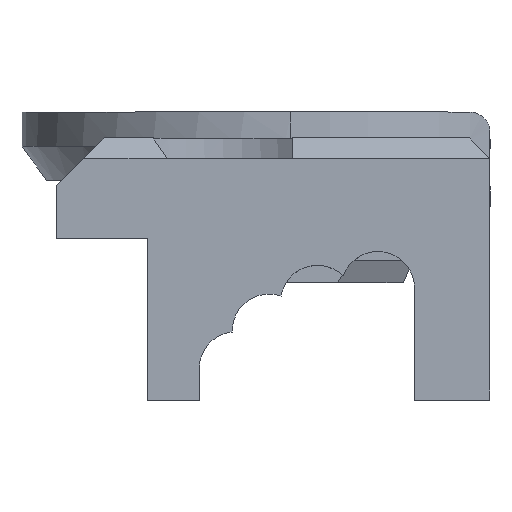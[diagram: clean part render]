
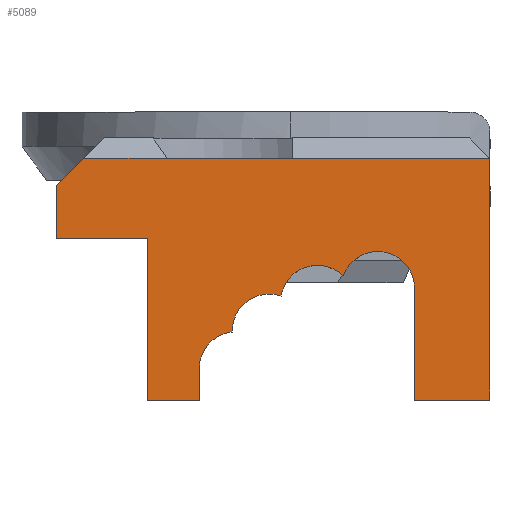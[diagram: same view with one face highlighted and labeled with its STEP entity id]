
A CAD part, top view. The second image highlights one B-rep face of the part: STEP entity #5089.
In plain terms, the highlighted planar face has unit normal (0, 0, 1).
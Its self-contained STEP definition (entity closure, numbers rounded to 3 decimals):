
#93 = CARTESIAN_POINT ( 'NONE',  ( -34.45, -8.8, 140. ) ) ;
#167 = VERTEX_POINT ( 'NONE', #8477 ) ;
#428 = CARTESIAN_POINT ( 'NONE',  ( -34.45, -1., 140. ) ) ;
#441 = ORIENTED_EDGE ( 'NONE', *, *, #12615, .F. ) ;
#686 = PLANE ( 'NONE',  #2275 ) ;
#978 = DIRECTION ( 'NONE',  ( 0., 0., 1. ) ) ;
#1055 = CARTESIAN_POINT ( 'NONE',  ( 29.25, -32.5, 140. ) ) ;
#1180 = CARTESIAN_POINT ( 'NONE',  ( 29.25, -32.5, 140. ) ) ;
#1238 = CARTESIAN_POINT ( 'NONE',  ( 0.246, 3., 140. ) ) ;
#1263 = DIRECTION ( 'NONE',  ( -1., 0., 0. ) ) ;
#1355 = DIRECTION ( 'NONE',  ( 0., 1., 0. ) ) ;
#1961 = AXIS2_PLACEMENT_3D ( 'NONE', #20895, #9742, #7681 ) ;
#2027 = ORIENTED_EDGE ( 'NONE', *, *, #10834, .T. ) ;
#2275 = AXIS2_PLACEMENT_3D ( 'NONE', #8086, #15556, #11870 ) ;
#2294 = EDGE_CURVE ( 'NONE', #18110, #5632, #3549, .T. ) ;
#2587 = AXIS2_PLACEMENT_3D ( 'NONE', #3155, #978, #2672 ) ;
#2624 = ORIENTED_EDGE ( 'NONE', *, *, #2294, .F. ) ;
#2656 = VERTEX_POINT ( 'NONE', #9505 ) ;
#2672 = DIRECTION ( 'NONE',  ( 1., 0., 0. ) ) ;
#2798 = ORIENTED_EDGE ( 'NONE', *, *, #17061, .T. ) ;
#2905 = CARTESIAN_POINT ( 'NONE',  ( -21.05, -1.231, 140. ) ) ;
#2946 = LINE ( 'NONE', #4759, #9059 ) ;
#3155 = CARTESIAN_POINT ( 'NONE',  ( -8.073, -27.891, 140. ) ) ;
#3165 = CARTESIAN_POINT ( 'NONE',  ( -21.05, -32.5, 140. ) ) ;
#3285 = LINE ( 'NONE', #20005, #14035 ) ;
#3376 = VECTOR ( 'NONE', #1263, 1000. ) ;
#3403 = CARTESIAN_POINT ( 'NONE',  ( 29.25, 3., 140. ) ) ;
#3519 = EDGE_CURVE ( 'NONE', #19166, #17523, #10508, .T. ) ;
#3549 = CIRCLE ( 'NONE', #12903, 5.4 ) ;
#3627 = VECTOR ( 'NONE', #23484, 1000. ) ;
#3820 = VECTOR ( 'NONE', #9941, 1000. ) ;
#4020 = DIRECTION ( 'NONE',  ( 1., 0., 0. ) ) ;
#4408 = ORIENTED_EDGE ( 'NONE', *, *, #23612, .F. ) ;
#4585 = LINE ( 'NONE', #2905, #8150 ) ;
#4603 = ORIENTED_EDGE ( 'NONE', *, *, #23782, .F. ) ;
#4759 = CARTESIAN_POINT ( 'NONE',  ( -34.45, -8.8, 140. ) ) ;
#4874 = CARTESIAN_POINT ( 'NONE',  ( -13.473, -32.5, 140. ) ) ;
#5089 = ADVANCED_FACE ( 'NONE', ( #9896 ), #686, .F. ) ;
#5632 = VERTEX_POINT ( 'NONE', #13811 ) ;
#6175 = CARTESIAN_POINT ( 'NONE',  ( -34.45, -1., 140. ) ) ;
#6842 = DIRECTION ( 'NONE',  ( 0., 0., 1. ) ) ;
#7356 = CIRCLE ( 'NONE', #10070, 5.4 ) ;
#7358 = CIRCLE ( 'NONE', #1961, 5.4 ) ;
#7359 = CARTESIAN_POINT ( 'NONE',  ( 18.165, -16.08, 140. ) ) ;
#7681 = DIRECTION ( 'NONE',  ( 1., 0., 0. ) ) ;
#7979 = ORIENTED_EDGE ( 'NONE', *, *, #14703, .F. ) ;
#8086 = CARTESIAN_POINT ( 'NONE',  ( 4.25, 6., 140. ) ) ;
#8150 = VECTOR ( 'NONE', #14124, 1000. ) ;
#8441 = DIRECTION ( 'NONE',  ( -1., 0., 0. ) ) ;
#8477 = CARTESIAN_POINT ( 'NONE',  ( -18.149, 3., 140. ) ) ;
#9059 = VECTOR ( 'NONE', #15876, 1000. ) ;
#9184 = VECTOR ( 'NONE', #21536, 1000. ) ;
#9505 = CARTESIAN_POINT ( 'NONE',  ( -30.45, 3., 140. ) ) ;
#9584 = CARTESIAN_POINT ( 'NONE',  ( -20.25, 3., 140. ) ) ;
#9666 = VERTEX_POINT ( 'NONE', #1238 ) ;
#9742 = DIRECTION ( 'NONE',  ( 0., 0., 1. ) ) ;
#9751 = VECTOR ( 'NONE', #11365, 1000. ) ;
#9768 = DIRECTION ( 'NONE',  ( 1., 0., 0. ) ) ;
#9896 = FACE_OUTER_BOUND ( 'NONE', #14983, .T. ) ;
#9941 = DIRECTION ( 'NONE',  ( 0., -1., 0. ) ) ;
#9948 = VERTEX_POINT ( 'NONE', #93 ) ;
#9977 = VERTEX_POINT ( 'NONE', #7359 ) ;
#10059 = CARTESIAN_POINT ( 'NONE',  ( -26.45, -8.8, 140. ) ) ;
#10070 = AXIS2_PLACEMENT_3D ( 'NONE', #22006, #6842, #14552 ) ;
#10508 = LINE ( 'NONE', #1180, #9184 ) ;
#10833 = LINE ( 'NONE', #16115, #3376 ) ;
#10834 = EDGE_CURVE ( 'NONE', #2656, #13157, #13346, .T. ) ;
#10970 = VERTEX_POINT ( 'NONE', #3165 ) ;
#11022 = EDGE_CURVE ( 'NONE', #167, #9666, #22331, .T. ) ;
#11130 = ORIENTED_EDGE ( 'NONE', *, *, #3519, .F. ) ;
#11365 = DIRECTION ( 'NONE',  ( -0.707, -0.707, 0. ) ) ;
#11870 = DIRECTION ( 'NONE',  ( -1., 0., 0. ) ) ;
#11907 = DIRECTION ( 'NONE',  ( 1., 0., 0. ) ) ;
#12124 = LINE ( 'NONE', #1055, #19601 ) ;
#12615 = EDGE_CURVE ( 'NONE', #20737, #10970, #12124, .T. ) ;
#12871 = VECTOR ( 'NONE', #11907, 1000. ) ;
#12903 = AXIS2_PLACEMENT_3D ( 'NONE', #22408, #15197, #9768 ) ;
#12993 = CARTESIAN_POINT ( 'NONE',  ( 0.246, 3., 140. ) ) ;
#13080 = CARTESIAN_POINT ( 'NONE',  ( 29.25, -32.5, 140. ) ) ;
#13157 = VERTEX_POINT ( 'NONE', #6175 ) ;
#13346 = LINE ( 'NONE', #428, #9751 ) ;
#13560 = VERTEX_POINT ( 'NONE', #15762 ) ;
#13811 = CARTESIAN_POINT ( 'NONE',  ( -8.608, -22.517, 140. ) ) ;
#13888 = LINE ( 'NONE', #17800, #3820 ) ;
#14009 = VERTEX_POINT ( 'NONE', #19587 ) ;
#14035 = VECTOR ( 'NONE', #1355, 1000. ) ;
#14124 = DIRECTION ( 'NONE',  ( 0., -1., 0. ) ) ;
#14552 = DIRECTION ( 'NONE',  ( 1., 0., 0. ) ) ;
#14703 = EDGE_CURVE ( 'NONE', #23789, #19166, #21285, .T. ) ;
#14983 = EDGE_LOOP ( 'NONE', ( #22573, #23303, #441, #22084, #22332, #2624, #4408, #19927, #4603, #11130, #7979, #2798, #21385, #23459, #2027, #20490 ) ) ;
#15015 = EDGE_CURVE ( 'NONE', #9948, #13157, #2946, .T. ) ;
#15197 = DIRECTION ( 'NONE',  ( 0., 0., 1. ) ) ;
#15506 = DIRECTION ( 'NONE',  ( -1., 0., 0. ) ) ;
#15556 = DIRECTION ( 'NONE',  ( 0., 0., -1. ) ) ;
#15636 = VECTOR ( 'NONE', #4020, 1000. ) ;
#15762 = CARTESIAN_POINT ( 'NONE',  ( -21.05, -8.8, 140. ) ) ;
#15818 = CIRCLE ( 'NONE', #2587, 5.4 ) ;
#15876 = DIRECTION ( 'NONE',  ( 0., 1., 0. ) ) ;
#16115 = CARTESIAN_POINT ( 'NONE',  ( -27.45, 3., 140. ) ) ;
#16572 = VECTOR ( 'NONE', #15506, 1000. ) ;
#17061 = EDGE_CURVE ( 'NONE', #23789, #9666, #22411, .T. ) ;
#17509 = EDGE_CURVE ( 'NONE', #5632, #21088, #15818, .T. ) ;
#17523 = VERTEX_POINT ( 'NONE', #21823 ) ;
#17710 = CARTESIAN_POINT ( 'NONE',  ( -1.44, -17.229, 140. ) ) ;
#17742 = CARTESIAN_POINT ( 'NONE',  ( 29.25, 6., 140. ) ) ;
#17800 = CARTESIAN_POINT ( 'NONE',  ( -13.473, -27.891, 140. ) ) ;
#18110 = VERTEX_POINT ( 'NONE', #17710 ) ;
#18205 = EDGE_CURVE ( 'NONE', #167, #2656, #10833, .T. ) ;
#19166 = VERTEX_POINT ( 'NONE', #13080 ) ;
#19587 = CARTESIAN_POINT ( 'NONE',  ( 7.679, -14.267, 140. ) ) ;
#19601 = VECTOR ( 'NONE', #8441, 1000. ) ;
#19927 = ORIENTED_EDGE ( 'NONE', *, *, #21379, .F. ) ;
#19935 = EDGE_CURVE ( 'NONE', #21088, #20737, #13888, .T. ) ;
#20005 = CARTESIAN_POINT ( 'NONE',  ( 18.165, -16.08, 140. ) ) ;
#20490 = ORIENTED_EDGE ( 'NONE', *, *, #15015, .F. ) ;
#20737 = VERTEX_POINT ( 'NONE', #4874 ) ;
#20895 = CARTESIAN_POINT ( 'NONE',  ( 12.765, -16.08, 140. ) ) ;
#21088 = VERTEX_POINT ( 'NONE', #22780 ) ;
#21285 = LINE ( 'NONE', #17742, #3627 ) ;
#21379 = EDGE_CURVE ( 'NONE', #9977, #14009, #7358, .T. ) ;
#21385 = ORIENTED_EDGE ( 'NONE', *, *, #11022, .F. ) ;
#21454 = LINE ( 'NONE', #10059, #12871 ) ;
#21536 = DIRECTION ( 'NONE',  ( -1., 0., 0. ) ) ;
#21823 = CARTESIAN_POINT ( 'NONE',  ( 18.165, -32.5, 140. ) ) ;
#22006 = CARTESIAN_POINT ( 'NONE',  ( 3.887, -18.112, 140. ) ) ;
#22084 = ORIENTED_EDGE ( 'NONE', *, *, #19935, .F. ) ;
#22331 = LINE ( 'NONE', #9584, #15636 ) ;
#22332 = ORIENTED_EDGE ( 'NONE', *, *, #17509, .F. ) ;
#22408 = CARTESIAN_POINT ( 'NONE',  ( -3.211, -22.331, 140. ) ) ;
#22411 = LINE ( 'NONE', #12993, #16572 ) ;
#22573 = ORIENTED_EDGE ( 'NONE', *, *, #24122, .T. ) ;
#22780 = CARTESIAN_POINT ( 'NONE',  ( -13.473, -27.891, 140. ) ) ;
#23303 = ORIENTED_EDGE ( 'NONE', *, *, #24069, .T. ) ;
#23459 = ORIENTED_EDGE ( 'NONE', *, *, #18205, .T. ) ;
#23484 = DIRECTION ( 'NONE',  ( 0., -1., 0. ) ) ;
#23612 = EDGE_CURVE ( 'NONE', #14009, #18110, #7356, .T. ) ;
#23782 = EDGE_CURVE ( 'NONE', #17523, #9977, #3285, .T. ) ;
#23789 = VERTEX_POINT ( 'NONE', #3403 ) ;
#24069 = EDGE_CURVE ( 'NONE', #13560, #10970, #4585, .T. ) ;
#24122 = EDGE_CURVE ( 'NONE', #9948, #13560, #21454, .T. ) ;
